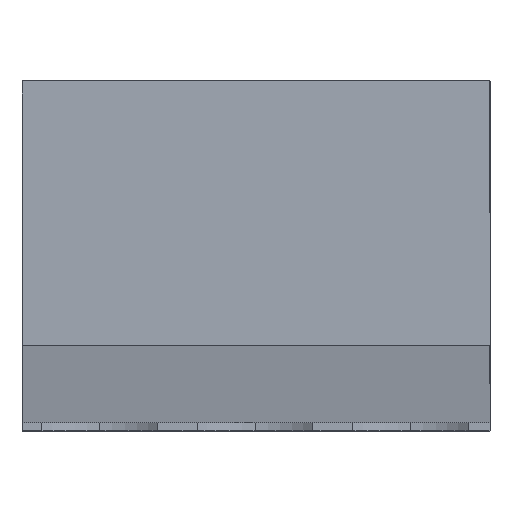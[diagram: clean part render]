
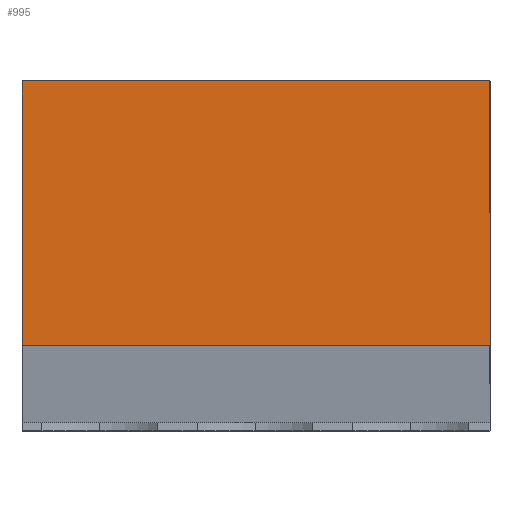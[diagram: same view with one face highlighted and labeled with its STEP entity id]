
A CAD part, top view. The second image highlights one B-rep face of the part: STEP entity #995.
In plain terms, the highlighted planar face has unit normal (0, 0, 1).
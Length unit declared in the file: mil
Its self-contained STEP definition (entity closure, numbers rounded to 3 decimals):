
#4 = VECTOR ( 'NONE', #1845, 39370.079 ) ;
#140 = AXIS2_PLACEMENT_3D ( 'NONE', #2915, #1253, #3189 ) ;
#203 = VERTEX_POINT ( 'NONE', #1715 ) ;
#325 = CARTESIAN_POINT ( 'NONE',  ( 0., 90., 300. ) ) ;
#333 = VECTOR ( 'NONE', #3340, 39370.079 ) ;
#340 = VECTOR ( 'NONE', #1783, 39370.079 ) ;
#552 = VECTOR ( 'NONE', #3073, 39370.079 ) ;
#671 = VERTEX_POINT ( 'NONE', #3530 ) ;
#832 = EDGE_CURVE ( 'NONE', #1974, #671, #2957, .T. ) ;
#994 = LINE ( 'NONE', #1123, #333 ) ;
#995 = ADVANCED_FACE ( 'NONE', ( #3474 ), #1515, .T. ) ;
#1063 = EDGE_LOOP ( 'NONE', ( #1776, #1665, #2727, #3062 ) ) ;
#1123 = CARTESIAN_POINT ( 'NONE',  ( -500., -135., 300. ) ) ;
#1253 = DIRECTION ( 'NONE',  ( 0., 0., 1. ) ) ;
#1405 = EDGE_CURVE ( 'NONE', #203, #1974, #994, .T. ) ;
#1506 = EDGE_CURVE ( 'NONE', #203, #1822, #2008, .T. ) ;
#1515 = PLANE ( 'NONE',  #140 ) ;
#1665 = ORIENTED_EDGE ( 'NONE', *, *, #1506, .F. ) ;
#1710 = CARTESIAN_POINT ( 'NONE',  ( -500., -250.158, 300. ) ) ;
#1715 = CARTESIAN_POINT ( 'NONE',  ( -500., 90., 300. ) ) ;
#1737 = CARTESIAN_POINT ( 'NONE',  ( 102.369, 90., 300. ) ) ;
#1776 = ORIENTED_EDGE ( 'NONE', *, *, #3040, .F. ) ;
#1783 = DIRECTION ( 'NONE',  ( 0., -1., 0. ) ) ;
#1810 = LINE ( 'NONE', #3446, #340 ) ;
#1822 = VERTEX_POINT ( 'NONE', #1737 ) ;
#1845 = DIRECTION ( 'NONE',  ( 1., 0., 0. ) ) ;
#1974 = VERTEX_POINT ( 'NONE', #1710 ) ;
#2008 = LINE ( 'NONE', #325, #552 ) ;
#2727 = ORIENTED_EDGE ( 'NONE', *, *, #1405, .T. ) ;
#2915 = CARTESIAN_POINT ( 'NONE',  ( -500., 90., 300. ) ) ;
#2957 = LINE ( 'NONE', #3508, #4 ) ;
#3040 = EDGE_CURVE ( 'NONE', #1822, #671, #1810, .T. ) ;
#3062 = ORIENTED_EDGE ( 'NONE', *, *, #832, .T. ) ;
#3073 = DIRECTION ( 'NONE',  ( 1., 0., 0. ) ) ;
#3189 = DIRECTION ( 'NONE',  ( 0., -1., 0. ) ) ;
#3340 = DIRECTION ( 'NONE',  ( 0., -1., 0. ) ) ;
#3446 = CARTESIAN_POINT ( 'NONE',  ( 102.369, 90., 300. ) ) ;
#3474 = FACE_OUTER_BOUND ( 'NONE', #1063, .T. ) ;
#3508 = CARTESIAN_POINT ( 'NONE',  ( 0., -250.158, 300. ) ) ;
#3530 = CARTESIAN_POINT ( 'NONE',  ( 102.369, -250.158, 300. ) ) ;
